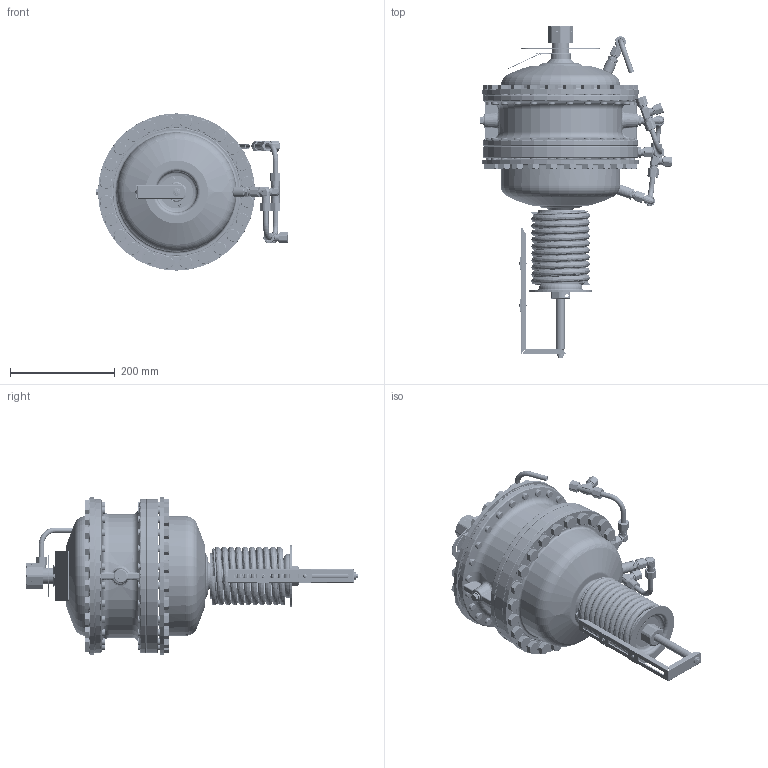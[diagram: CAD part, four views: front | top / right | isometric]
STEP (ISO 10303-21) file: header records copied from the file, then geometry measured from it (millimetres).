
FILE_DESCRIPTION((''),'2;1');
FILE_NAME('003G5702_AFPA2_640CM2_PN40_Y_ASM','2024-03-25T14:28:58',('U384264'),('Danfoss'),'CREO PARAMETRIC BY PTC INC, 2022124','CREO PARAMETRIC BY PTC INC, 2022124','');
FILE_SCHEMA(('CONFIG_CONTROL_DESIGN'));
Length unit declared in the file: millimetre
Products named in the file (54): 88670140_HOUSING320_PN40_IPLUS_AF1; 88673420_TUBE_FI38X10X_77_AFA_AF0; WELD_320_6MM_2_INST_AF1; WELD_320_6MM_INST_AF1; 88671680_PRESSURE_CONNECTOR_6MM_AF2; WELD_PRESS_CON_6MM_AF2; 88672140_COV_AFA_320_PN40_PLUS_ASM; 88670420_PA_MIDDLE_HOUSING_PN40; 88670520_PA_MIDDL_WALL_320_PN40; 88670150_HOUSING320_PN40_MINUS_AF1; 88673410_TUBE_FI38X10X33_AF6; WELD_320_6MM_2_INST_AF2; WELD_320_6MM_INST_AF2; 88671680_PRESSURE_CONNECTOR_6MM; WELD_PRESS_CON_6MM; 88672150_COV_AFA_320_PN40_MINUS_ASM; 88671700_GUIDING_BUSH_PA; GUIDING_BUSH_ASM; 88671050_SETTING_SPINDLE_AFA; 88670330_SPRING_HOLDER_AFA2; 88673130_I1; 88670310_SPRING_HOLDER_PA_AFA; 88671080_SETTING_NUT_AFA; 5521168; 5195021; 88670600_CONNECTING_NUT_G1_1_4; 5221571; 55511011; 5454051; WALTER_CONNECTION; WALTER_PROFILE_RING; WALTER_CONNECTION_NUT; 8863078_ASM; 88630650_TUBE_CONN_2_0_DA_ASM; PRIKLJUCEK_KOLENO; 56722030_ASM; 88674330_CONNECTING_TUBE_PLUS; 56722107_T_WALTER_P_TV_10_10_10; 56722107_T_WALTER_P_TV_10_10_10_ASM; 88673720_GASKET_PA_320_PN40 ...
Assembly tree (176 placements, depth 4):
  003G5702_AFPA2_640CM2_PN40_Y_ASM
    88672140_COV_AFA_320_PN40_PLUS_ASM
      88670140_HOUSING320_PN40_IPLUS_AF1
      88673420_TUBE_FI38X10X_77_AFA_AF0
      WELD_320_6MM_2_INST_AF1
      WELD_320_6MM_INST_AF1
      88671680_PRESSURE_CONNECTOR_6MM_AF2
      WELD_PRESS_CON_6MM_AF2
    88670420_PA_MIDDLE_HOUSING_PN40
    88670520_PA_MIDDL_WALL_320_PN40
    88672150_COV_AFA_320_PN40_MINUS_ASM
      88670150_HOUSING320_PN40_MINUS_AF1
      88673410_TUBE_FI38X10X33_AF6
      WELD_320_6MM_2_INST_AF2
      WELD_320_6MM_INST_AF2
      88671680_PRESSURE_CONNECTOR_6MM
      WELD_PRESS_CON_6MM
    GUIDING_BUSH_ASM
      88671700_GUIDING_BUSH_PA
    88671050_SETTING_SPINDLE_AFA
    88670330_SPRING_HOLDER_AFA2  x2
    88673130_I1
    88670310_SPRING_HOLDER_PA_AFA
    88671080_SETTING_NUT_AFA
    5521168
    5195021
    88670600_CONNECTING_NUT_G1_1_4
    5221571
    55511011
    5454051  x5
    88630650_TUBE_CONN_2_0_DA_ASM  x2
      8863078_ASM
        WALTER_CONNECTION
        WALTER_PROFILE_RING
        WALTER_CONNECTION_NUT
    8863078_ASM  x2
      WALTER_CONNECTION
      WALTER_PROFILE_RING
      WALTER_CONNECTION_NUT
    56722030_ASM  x4
      PRIKLJUCEK_KOLENO
      WALTER_PROFILE_RING
      WALTER_CONNECTION_NUT
    88674330_CONNECTING_TUBE_PLUS  x4
    56722107_T_WALTER_P_TV_10_10_10_ASM  x2
      56722107_T_WALTER_P_TV_10_10_10
      WALTER_PROFILE_RING
      WALTER_CONNECTION_NUT
    88673720_GASKET_PA_320_PN40  x5
    188610240
    88673340_SCALE_COMPENSATOR_AFX
    FLAT_WASHER_DIN433_M14X2_5  x48
    HEX_SCREW_DIN933_BN56_M14_X_L  x24
    HEX_SCREW_DIN931_M14X50  x24
    8867345_SCALE_HOLDER_PA
    51817250
    8867348_SETTING_SCALE_PA  x2
    88673470_SQUARE_NUT_HOLDER_PA  x2
    51817260_SCREW_BN33  x2
    88673820
Bounding box: 368.16 x 633.3 x 300 mm (x, y, z)
Volume: 5490520.9 mm3; surface area: 1832422 mm2
Topology: 204 solids, 348 shells, 7104 faces, 16948 edges, 10356 vertices
Faces by surface type: cylinder 2759, plane 1797, cone 1258, bspline 615, torus 547, sphere 80, extrusion 48
Entity records: 107003 total; most frequent: CARTESIAN_POINT 42524, DIRECTION 13677, ORIENTED_EDGE 12756, EDGE_CURVE 6530, AXIS2_PLACEMENT_3D 5821, VERTEX_POINT 3986, EDGE_LOOP 3166, CIRCLE 3113
